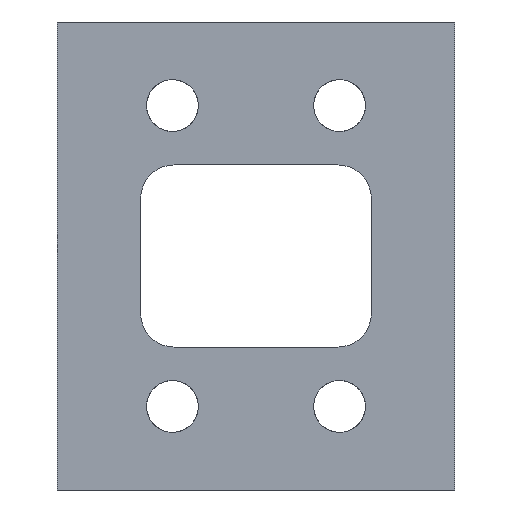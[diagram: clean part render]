
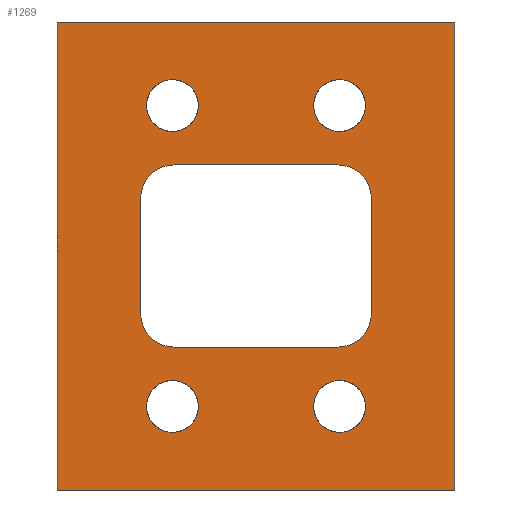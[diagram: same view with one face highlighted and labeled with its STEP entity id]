
A CAD part, left-side view. The second image highlights one B-rep face of the part: STEP entity #1269.
In plain terms, the highlighted planar face has unit normal (-1, 0, 0).
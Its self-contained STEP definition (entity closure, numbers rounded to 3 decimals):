
#29=FACE_BOUND('',#184,.T.);
#30=FACE_BOUND('',#185,.T.);
#31=FACE_BOUND('',#186,.T.);
#32=FACE_BOUND('',#187,.T.);
#33=FACE_BOUND('',#188,.T.);
#65=PLANE('',#1379);
#121=FACE_OUTER_BOUND('',#183,.T.);
#183=EDGE_LOOP('',(#1163,#1164,#1165,#1166));
#184=EDGE_LOOP('',(#1167));
#185=EDGE_LOOP('',(#1168));
#186=EDGE_LOOP('',(#1169));
#187=EDGE_LOOP('',(#1170,#1171,#1172,#1173,#1174,#1175,#1176,#1177));
#188=EDGE_LOOP('',(#1178));
#274=LINE('',#2107,#378);
#305=LINE('',#2340,#409);
#320=LINE('',#2539,#424);
#323=LINE('',#2549,#427);
#326=LINE('',#2557,#430);
#330=LINE('',#2566,#434);
#335=LINE('',#2581,#439);
#338=LINE('',#2585,#442);
#378=VECTOR('',#1496,10.);
#409=VECTOR('',#1571,10.);
#424=VECTOR('',#1626,10.);
#427=VECTOR('',#1639,10.);
#430=VECTOR('',#1644,10.);
#434=VECTOR('',#1650,10.);
#439=VECTOR('',#1669,10.);
#442=VECTOR('',#1674,10.);
#467=CIRCLE('',#1320,2.);
#468=CIRCLE('',#1323,2.);
#471=CIRCLE('',#1328,1.55);
#484=CIRCLE('',#1359,2.);
#487=CIRCLE('',#1367,2.);
#488=CIRCLE('',#1372,1.55);
#489=CIRCLE('',#1374,1.55);
#490=CIRCLE('',#1376,1.55);
#563=VERTEX_POINT('',#2099);
#564=VERTEX_POINT('',#2101);
#565=VERTEX_POINT('',#2105);
#566=VERTEX_POINT('',#2109);
#571=VERTEX_POINT('',#2123);
#593=VERTEX_POINT('',#2339);
#603=VERTEX_POINT('',#2527);
#605=VERTEX_POINT('',#2537);
#607=VERTEX_POINT('',#2545);
#610=VERTEX_POINT('',#2554);
#611=VERTEX_POINT('',#2556);
#614=VERTEX_POINT('',#2563);
#615=VERTEX_POINT('',#2565);
#616=VERTEX_POINT('',#2569);
#617=VERTEX_POINT('',#2573);
#618=VERTEX_POINT('',#2577);
#704=EDGE_CURVE('',#563,#564,#467,.T.);
#707=EDGE_CURVE('',#565,#563,#274,.T.);
#709=EDGE_CURVE('',#566,#565,#468,.T.);
#716=EDGE_CURVE('',#571,#571,#471,.T.);
#754=EDGE_CURVE('',#564,#593,#305,.T.);
#781=EDGE_CURVE('',#593,#603,#484,.T.);
#787=EDGE_CURVE('',#605,#566,#320,.T.);
#791=EDGE_CURVE('',#607,#605,#487,.T.);
#792=EDGE_CURVE('',#603,#607,#323,.T.);
#795=EDGE_CURVE('',#610,#611,#326,.T.);
#799=EDGE_CURVE('',#614,#615,#330,.T.);
#802=EDGE_CURVE('',#616,#616,#488,.T.);
#804=EDGE_CURVE('',#617,#617,#489,.T.);
#806=EDGE_CURVE('',#618,#618,#490,.T.);
#807=EDGE_CURVE('',#611,#614,#335,.T.);
#810=EDGE_CURVE('',#615,#610,#338,.T.);
#1163=ORIENTED_EDGE('',*,*,#795,.F.);
#1164=ORIENTED_EDGE('',*,*,#810,.F.);
#1165=ORIENTED_EDGE('',*,*,#799,.F.);
#1166=ORIENTED_EDGE('',*,*,#807,.F.);
#1167=ORIENTED_EDGE('',*,*,#716,.F.);
#1168=ORIENTED_EDGE('',*,*,#802,.F.);
#1169=ORIENTED_EDGE('',*,*,#804,.F.);
#1170=ORIENTED_EDGE('',*,*,#791,.F.);
#1171=ORIENTED_EDGE('',*,*,#792,.F.);
#1172=ORIENTED_EDGE('',*,*,#781,.F.);
#1173=ORIENTED_EDGE('',*,*,#754,.F.);
#1174=ORIENTED_EDGE('',*,*,#704,.F.);
#1175=ORIENTED_EDGE('',*,*,#707,.F.);
#1176=ORIENTED_EDGE('',*,*,#709,.F.);
#1177=ORIENTED_EDGE('',*,*,#787,.F.);
#1178=ORIENTED_EDGE('',*,*,#806,.F.);
#1269=ADVANCED_FACE('',(#121,#29,#30,#31,#32,#33),#65,.F.);
#1320=AXIS2_PLACEMENT_3D('',#2102,#1490,#1491);
#1323=AXIS2_PLACEMENT_3D('',#2111,#1500,#1501);
#1328=AXIS2_PLACEMENT_3D('',#2125,#1514,#1515);
#1359=AXIS2_PLACEMENT_3D('',#2528,#1612,#1613);
#1367=AXIS2_PLACEMENT_3D('',#2547,#1635,#1636);
#1372=AXIS2_PLACEMENT_3D('',#2571,#1655,#1656);
#1374=AXIS2_PLACEMENT_3D('',#2575,#1660,#1661);
#1376=AXIS2_PLACEMENT_3D('',#2579,#1665,#1666);
#1379=AXIS2_PLACEMENT_3D('',#2586,#1675,#1676);
#1490=DIRECTION('center_axis',(-1.,0.,0.));
#1491=DIRECTION('ref_axis',(0.,-1.,0.));
#1496=DIRECTION('',(0.,-1.,0.));
#1500=DIRECTION('center_axis',(-1.,0.,0.));
#1501=DIRECTION('ref_axis',(0.,0.,-1.));
#1514=DIRECTION('center_axis',(-1.,0.,0.));
#1515=DIRECTION('ref_axis',(0.,1.,0.));
#1571=DIRECTION('',(0.,0.,1.));
#1612=DIRECTION('center_axis',(-1.,0.,0.));
#1613=DIRECTION('ref_axis',(0.,0.,1.));
#1626=DIRECTION('',(0.,0.,-1.));
#1635=DIRECTION('center_axis',(-1.,0.,0.));
#1636=DIRECTION('ref_axis',(0.,1.,0.));
#1639=DIRECTION('',(0.,1.,0.));
#1644=DIRECTION('',(0.,0.,-1.));
#1650=DIRECTION('',(0.,0.,1.));
#1655=DIRECTION('center_axis',(-1.,0.,0.));
#1656=DIRECTION('ref_axis',(0.,1.,0.));
#1660=DIRECTION('center_axis',(-1.,0.,0.));
#1661=DIRECTION('ref_axis',(0.,1.,0.));
#1665=DIRECTION('center_axis',(-1.,0.,0.));
#1666=DIRECTION('ref_axis',(0.,1.,0.));
#1669=DIRECTION('',(0.,1.,0.));
#1674=DIRECTION('',(0.,-1.,0.));
#1675=DIRECTION('center_axis',(1.,0.,0.));
#1676=DIRECTION('ref_axis',(0.,1.,0.));
#2099=CARTESIAN_POINT('',(8.,-4.9,-67.2));
#2101=CARTESIAN_POINT('',(8.,-6.9,-65.2));
#2102=CARTESIAN_POINT('Origin',(8.,-4.9,-65.2));
#2105=CARTESIAN_POINT('',(8.,4.9,-67.2));
#2107=CARTESIAN_POINT('',(8.,4.9,-67.2));
#2109=CARTESIAN_POINT('',(8.,6.9,-65.2));
#2111=CARTESIAN_POINT('Origin',(8.,4.9,-65.2));
#2123=CARTESIAN_POINT('',(8.,-6.55,-70.75));
#2125=CARTESIAN_POINT('Origin',(8.,-5.,-70.75));
#2339=CARTESIAN_POINT('',(8.,-6.9,-58.3));
#2340=CARTESIAN_POINT('',(8.,-6.9,-65.2));
#2527=CARTESIAN_POINT('',(8.,-4.9,-56.3));
#2528=CARTESIAN_POINT('Origin',(8.,-4.9,-58.3));
#2537=CARTESIAN_POINT('',(8.,6.9,-58.3));
#2539=CARTESIAN_POINT('',(8.,6.9,-58.3));
#2545=CARTESIAN_POINT('',(8.,4.9,-56.3));
#2547=CARTESIAN_POINT('Origin',(8.,4.9,-58.3));
#2549=CARTESIAN_POINT('',(8.,-4.9,-56.3));
#2554=CARTESIAN_POINT('',(8.,-11.9,-47.75));
#2556=CARTESIAN_POINT('',(8.,-11.9,-75.75));
#2557=CARTESIAN_POINT('',(8.,-11.9,-57.139));
#2563=CARTESIAN_POINT('',(8.,11.9,-75.75));
#2565=CARTESIAN_POINT('',(8.,11.9,-47.75));
#2566=CARTESIAN_POINT('',(8.,11.9,-66.75));
#2569=CARTESIAN_POINT('',(8.,-6.55,-52.75));
#2571=CARTESIAN_POINT('Origin',(8.,-5.,-52.75));
#2573=CARTESIAN_POINT('',(8.,3.45,-52.75));
#2575=CARTESIAN_POINT('Origin',(8.,5.,-52.75));
#2577=CARTESIAN_POINT('',(8.,3.45,-70.75));
#2579=CARTESIAN_POINT('Origin',(8.,5.,-70.75));
#2581=CARTESIAN_POINT('',(8.,140.,-75.75));
#2585=CARTESIAN_POINT('',(8.,-140.,-47.75));
#2586=CARTESIAN_POINT('Origin',(8.,0.,-61.75));
